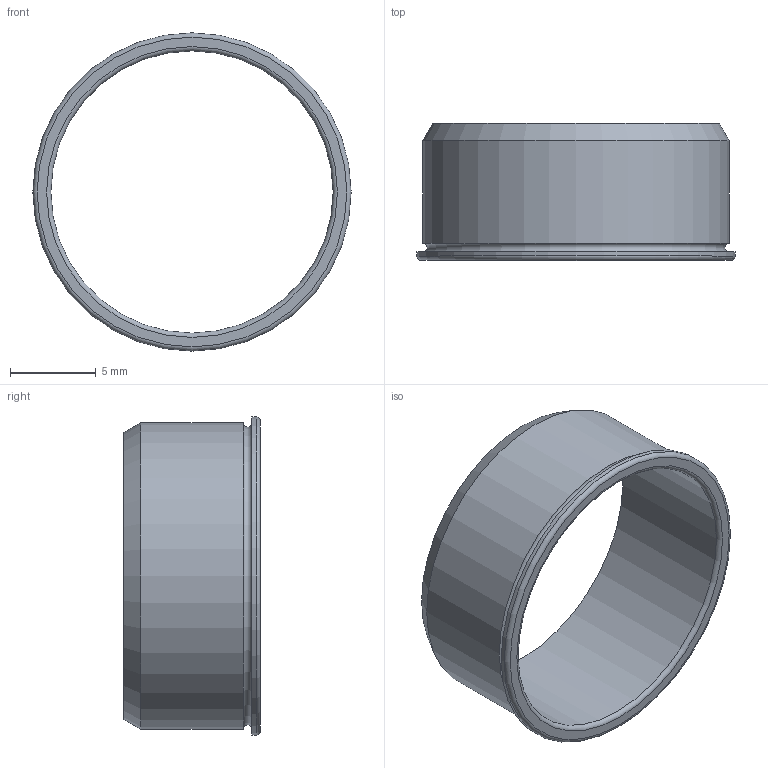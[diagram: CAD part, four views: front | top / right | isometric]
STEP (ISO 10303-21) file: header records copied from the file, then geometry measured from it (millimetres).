
FILE_DESCRIPTION(/* description */ (''),/* implementation_level */ '2;1');
FILE_NAME(/* name */ 'HAB.0019 CANON CADRAN v15.step',/* time_stamp */ '2022-08-17T08:07:47+02:00',/* author */ (''),/* organization */ (''),/* preprocessor_version */ 'ST-DEVELOPER v19',/* originating_system */ 'Autodesk Translation Framework v11.7.0.108',/* authorisation */ '');
FILE_SCHEMA (('AUTOMOTIVE_DESIGN { 1 0 10303 214 3 1 1 }'));
Length unit declared in the file: millimetre
Products named in the file (1): HAB.0019 CANON CADRAN
Bounding box: 18.6 x 8 x 18.6 mm (x, y, z)
Volume: 289.8 mm3; surface area: 960.1 mm2
Topology: 1 solids, 1 shells, 10 faces, 21 edges, 14 vertices
Faces by surface type: cylinder 3, plane 3, torus 3, cone 1
Full cylindrical faces by diameter (mm): 16.5 x1, 17.9 x1, 18.6 x1
Entity records: 326 total; most frequent: DIRECTION 60, CARTESIAN_POINT 46, ORIENTED_EDGE 42, AXIS2_PLACEMENT_3D 28, EDGE_CURVE 21, CIRCLE 17, VERTEX_POINT 14, EDGE_LOOP 13
